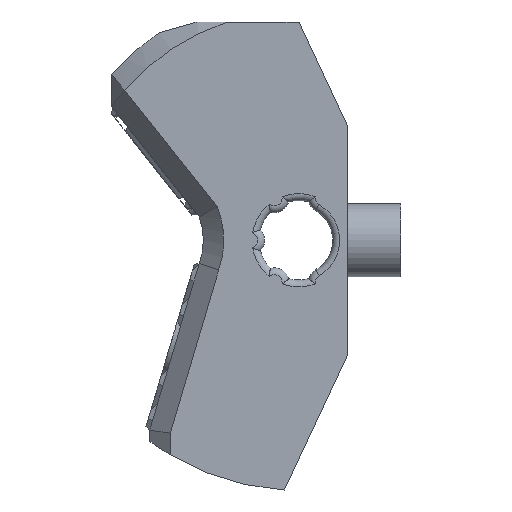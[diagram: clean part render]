
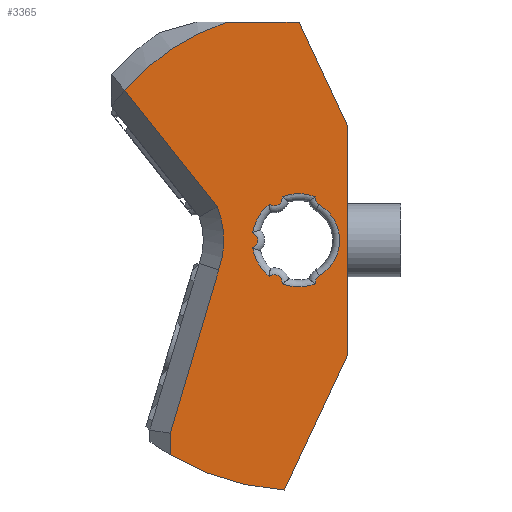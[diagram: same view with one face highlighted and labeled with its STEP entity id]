
A CAD part, front view. The second image highlights one B-rep face of the part: STEP entity #3365.
In plain terms, the highlighted planar face has unit normal (0, -1, 0).
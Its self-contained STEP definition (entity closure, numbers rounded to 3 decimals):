
#104=FACE_BOUND('',#709,.T.);
#265=PLANE('',#3764);
#479=FACE_OUTER_BOUND('',#708,.T.);
#708=EDGE_LOOP('',(#2891,#2892,#2893,#2894,#2895,#2896,#2897,#2898,#2899,
#2900));
#709=EDGE_LOOP('',(#2901,#2902,#2903,#2904,#2905,#2906,#2907,#2908,#2909,
#2910));
#996=LINE('',#5969,#1238);
#997=LINE('',#5973,#1239);
#998=LINE('',#5975,#1240);
#999=LINE('',#5977,#1241);
#1000=LINE('',#5979,#1242);
#1001=LINE('',#5983,#1243);
#1002=LINE('',#5986,#1244);
#1238=VECTOR('',#4730,10.);
#1239=VECTOR('',#4733,10.);
#1240=VECTOR('',#4734,10.);
#1241=VECTOR('',#4735,10.);
#1242=VECTOR('',#4736,10.);
#1243=VECTOR('',#4739,10.);
#1244=VECTOR('',#4742,10.);
#1413=CIRCLE('',#3739,1.8);
#1414=CIRCLE('',#3741,0.344);
#1415=CIRCLE('',#3743,2.05);
#1416=CIRCLE('',#3745,0.344);
#1418=CIRCLE('',#3748,2.05);
#1419=CIRCLE('',#3750,0.344);
#1421=CIRCLE('',#3753,2.05);
#1423=CIRCLE('',#3756,0.344);
#1425=CIRCLE('',#3759,2.05);
#1427=CIRCLE('',#3762,0.344);
#1428=CIRCLE('',#3765,11.);
#1429=CIRCLE('',#3766,10.1);
#1430=CIRCLE('',#3767,3.9);
#1685=VERTEX_POINT('',#5812);
#1686=VERTEX_POINT('',#5814);
#1687=VERTEX_POINT('',#5818);
#1688=VERTEX_POINT('',#5835);
#1689=VERTEX_POINT('',#5852);
#1691=VERTEX_POINT('',#5871);
#1692=VERTEX_POINT('',#5888);
#1694=VERTEX_POINT('',#5907);
#1696=VERTEX_POINT('',#5926);
#1698=VERTEX_POINT('',#5945);
#1699=VERTEX_POINT('',#5967);
#1700=VERTEX_POINT('',#5968);
#1701=VERTEX_POINT('',#5970);
#1702=VERTEX_POINT('',#5972);
#1703=VERTEX_POINT('',#5974);
#1704=VERTEX_POINT('',#5976);
#1705=VERTEX_POINT('',#5978);
#1706=VERTEX_POINT('',#5980);
#1707=VERTEX_POINT('',#5982);
#1708=VERTEX_POINT('',#5984);
#2109=EDGE_CURVE('',#1686,#1685,#1413,.T.);
#2110=EDGE_CURVE('',#1687,#1686,#1414,.T.);
#2113=EDGE_CURVE('',#1688,#1687,#1415,.T.);
#2115=EDGE_CURVE('',#1689,#1688,#1416,.T.);
#2118=EDGE_CURVE('',#1691,#1689,#1418,.T.);
#2119=EDGE_CURVE('',#1692,#1691,#1419,.T.);
#2122=EDGE_CURVE('',#1694,#1692,#1421,.T.);
#2125=EDGE_CURVE('',#1696,#1694,#1423,.T.);
#2128=EDGE_CURVE('',#1698,#1696,#1425,.T.);
#2131=EDGE_CURVE('',#1685,#1698,#1427,.T.);
#2133=EDGE_CURVE('',#1699,#1700,#996,.T.);
#2134=EDGE_CURVE('',#1699,#1701,#1428,.T.);
#2135=EDGE_CURVE('',#1701,#1702,#997,.T.);
#2136=EDGE_CURVE('',#1702,#1703,#998,.T.);
#2137=EDGE_CURVE('',#1703,#1704,#999,.T.);
#2138=EDGE_CURVE('',#1704,#1705,#1000,.T.);
#2139=EDGE_CURVE('',#1706,#1705,#1429,.T.);
#2140=EDGE_CURVE('',#1707,#1706,#1001,.T.);
#2141=EDGE_CURVE('',#1708,#1707,#1430,.T.);
#2142=EDGE_CURVE('',#1700,#1708,#1002,.T.);
#2891=ORIENTED_EDGE('',*,*,#2133,.F.);
#2892=ORIENTED_EDGE('',*,*,#2134,.T.);
#2893=ORIENTED_EDGE('',*,*,#2135,.T.);
#2894=ORIENTED_EDGE('',*,*,#2136,.T.);
#2895=ORIENTED_EDGE('',*,*,#2137,.T.);
#2896=ORIENTED_EDGE('',*,*,#2138,.T.);
#2897=ORIENTED_EDGE('',*,*,#2139,.F.);
#2898=ORIENTED_EDGE('',*,*,#2140,.F.);
#2899=ORIENTED_EDGE('',*,*,#2141,.F.);
#2900=ORIENTED_EDGE('',*,*,#2142,.F.);
#2901=ORIENTED_EDGE('',*,*,#2109,.F.);
#2902=ORIENTED_EDGE('',*,*,#2110,.F.);
#2903=ORIENTED_EDGE('',*,*,#2113,.F.);
#2904=ORIENTED_EDGE('',*,*,#2115,.F.);
#2905=ORIENTED_EDGE('',*,*,#2118,.F.);
#2906=ORIENTED_EDGE('',*,*,#2119,.F.);
#2907=ORIENTED_EDGE('',*,*,#2122,.F.);
#2908=ORIENTED_EDGE('',*,*,#2125,.F.);
#2909=ORIENTED_EDGE('',*,*,#2128,.F.);
#2910=ORIENTED_EDGE('',*,*,#2131,.F.);
#3365=ADVANCED_FACE('',(#479,#104),#265,.T.);
#3739=AXIS2_PLACEMENT_3D('',#5816,#4677,#4678);
#3741=AXIS2_PLACEMENT_3D('',#5819,#4681,#4682);
#3743=AXIS2_PLACEMENT_3D('',#5850,#4685,#4686);
#3745=AXIS2_PLACEMENT_3D('',#5867,#4689,#4690);
#3748=AXIS2_PLACEMENT_3D('',#5886,#4695,#4696);
#3750=AXIS2_PLACEMENT_3D('',#5889,#4699,#4700);
#3753=AXIS2_PLACEMENT_3D('',#5908,#4705,#4706);
#3756=AXIS2_PLACEMENT_3D('',#5927,#4711,#4712);
#3759=AXIS2_PLACEMENT_3D('',#5946,#4717,#4718);
#3762=AXIS2_PLACEMENT_3D('',#5963,#4723,#4724);
#3764=AXIS2_PLACEMENT_3D('',#5966,#4728,#4729);
#3765=AXIS2_PLACEMENT_3D('',#5971,#4731,#4732);
#3766=AXIS2_PLACEMENT_3D('',#5981,#4737,#4738);
#3767=AXIS2_PLACEMENT_3D('',#5985,#4740,#4741);
#4677=DIRECTION('center_axis',(0.,-1.,0.));
#4678=DIRECTION('ref_axis',(1.,0.,0.));
#4681=DIRECTION('center_axis',(0.,1.,0.));
#4682=DIRECTION('ref_axis',(-0.794,0.,0.608));
#4685=DIRECTION('center_axis',(0.,-1.,0.));
#4686=DIRECTION('ref_axis',(0.,0.,-1.));
#4689=DIRECTION('center_axis',(0.,1.,0.));
#4690=DIRECTION('ref_axis',(0.5,0.,0.866));
#4695=DIRECTION('center_axis',(0.,-1.,0.));
#4696=DIRECTION('ref_axis',(-0.866,0.,-0.5));
#4699=DIRECTION('center_axis',(0.,1.,0.));
#4700=DIRECTION('ref_axis',(1.,0.,0.));
#4705=DIRECTION('center_axis',(0.,-1.,0.));
#4706=DIRECTION('ref_axis',(-0.866,0.,0.5));
#4711=DIRECTION('center_axis',(0.,1.,0.));
#4712=DIRECTION('ref_axis',(0.5,0.,-0.866));
#4717=DIRECTION('center_axis',(0.,-1.,0.));
#4718=DIRECTION('ref_axis',(0.,0.,
1.));
#4723=DIRECTION('center_axis',(0.,1.,0.));
#4724=DIRECTION('ref_axis',(-0.794,0.,-0.608));
#4728=DIRECTION('center_axis',(0.,-1.,0.));
#4729=DIRECTION('ref_axis',(-1.,0.,0.));
#4730=DIRECTION('',(0.,0.,1.));
#4731=DIRECTION('center_axis',(0.,-1.,0.));
#4732=DIRECTION('ref_axis',(-0.595,0.,-0.803));
#4733=DIRECTION('',(0.423,0.,0.906));
#4734=DIRECTION('',(0.,0.,1.));
#4735=DIRECTION('',(-0.423,0.,0.906));
#4736=DIRECTION('',(-1.,0.,0.));
#4737=DIRECTION('center_axis',(0.,1.,0.));
#4738=DIRECTION('ref_axis',(-0.488,0.,0.873));
#4739=DIRECTION('',(-0.622,0.,0.783));
#4740=DIRECTION('center_axis',(0.,-1.,0.));
#4741=DIRECTION('ref_axis',(0.94,0.,-0.342));
#4742=DIRECTION('',(0.285,0.,0.959));
#5812=CARTESIAN_POINT('',(-1.244,0.,-3.487));
#5814=CARTESIAN_POINT('',(-1.244,0.,-6.605));
#5816=CARTESIAN_POINT('Origin',(-2.144,0.,-5.046));
#5818=CARTESIAN_POINT('',(-1.412,0.,-6.961));
#5819=CARTESIAN_POINT('Origin',(-1.072,0.,-6.903));
#5835=CARTESIAN_POINT('',(-2.877,0.,-6.961));
#5850=CARTESIAN_POINT('Origin',(-2.144,0.,-5.046));
#5852=CARTESIAN_POINT('',(-3.436,0.,-6.638));
#5867=CARTESIAN_POINT('Origin',(-3.216,0.,-6.903));
#5871=CARTESIAN_POINT('',(-4.169,0.,-5.369));
#5886=CARTESIAN_POINT('Origin',(-2.144,0.,-5.046));
#5888=CARTESIAN_POINT('',(-4.169,0.,-4.723));
#5889=CARTESIAN_POINT('Origin',(-4.289,0.,-5.046));
#5907=CARTESIAN_POINT('',(-3.436,0.,-3.454));
#5908=CARTESIAN_POINT('Origin',(-2.144,0.,-5.046));
#5926=CARTESIAN_POINT('',(-2.877,0.,-3.131));
#5927=CARTESIAN_POINT('Origin',(-3.216,0.,-3.189));
#5945=CARTESIAN_POINT('',(-1.412,0.,-3.131));
#5946=CARTESIAN_POINT('Origin',(-2.144,0.,-5.046));
#5963=CARTESIAN_POINT('Origin',(-1.072,0.,-3.189));
#5966=CARTESIAN_POINT('Origin',(-4.295,0.,-5.737));
#5967=CARTESIAN_POINT('',(-7.794,0.,-14.484));
#5968=CARTESIAN_POINT('',(-7.794,0.,-13.528));
#5969=CARTESIAN_POINT('',(-7.794,0.,-9.567));
#5970=CARTESIAN_POINT('',(-2.768,0.,-16.028));
#5971=CARTESIAN_POINT('Origin',(-2.144,0.,-5.046));
#5972=CARTESIAN_POINT('',(0.,0.,-10.092));
#5973=CARTESIAN_POINT('',(-1.144,0.,-12.546));
#5974=CARTESIAN_POINT('',(0.,0.,0.));
#5975=CARTESIAN_POINT('',(0.,0.,-7.915));
#5976=CARTESIAN_POINT('',(-2.124,0.,4.554));
#5977=CARTESIAN_POINT('',(2.353,0.,-5.046));
#5978=CARTESIAN_POINT('',(-5.283,0.,4.554));
#5979=CARTESIAN_POINT('',(-7.515,0.,4.554));
#5980=CARTESIAN_POINT('',(-9.792,0.,1.551));
#5981=CARTESIAN_POINT('Origin',(-2.144,0.,-5.046));
#5982=CARTESIAN_POINT('',(-5.728,0.,-3.567));
#5983=CARTESIAN_POINT('',(-7.178,0.,-1.741));
#5984=CARTESIAN_POINT('',(-5.662,0.,-6.353));
#5985=CARTESIAN_POINT('Origin',(-9.337,0.,
-5.046));
#5986=CARTESIAN_POINT('',(-5.519,0.,-5.871));
